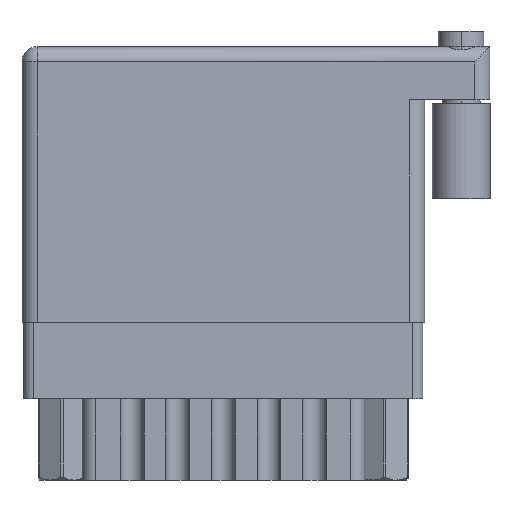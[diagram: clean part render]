
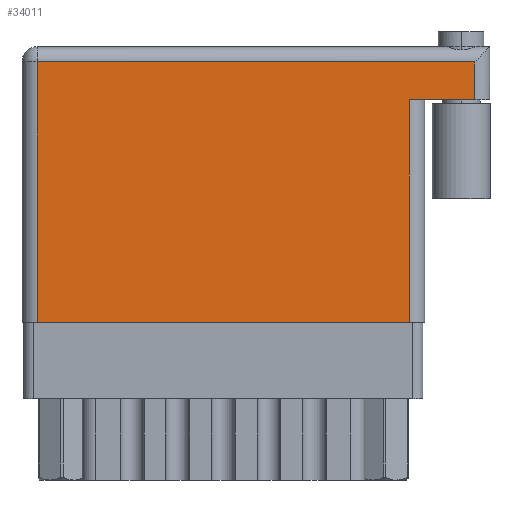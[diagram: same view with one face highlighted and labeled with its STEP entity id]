
A CAD part, front view. The second image highlights one B-rep face of the part: STEP entity #34011.
In plain terms, the highlighted face is planar.
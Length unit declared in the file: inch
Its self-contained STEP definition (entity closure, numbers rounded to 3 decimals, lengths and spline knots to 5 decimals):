
#641 = VECTOR ( 'NONE', #26534, 39.37008 ) ;
#1046 = CARTESIAN_POINT ( 'NONE',  ( 1.275, 0., 0. ) ) ;
#1077 = DIRECTION ( 'NONE',  ( 1., 0., 0. ) ) ;
#2208 = LINE ( 'NONE', #8029, #10947 ) ;
#2413 = ORIENTED_EDGE ( 'NONE', *, *, #27129, .T. ) ;
#2826 = LINE ( 'NONE', #18977, #16896 ) ;
#3382 = DIRECTION ( 'NONE',  ( -1., 0., 0. ) ) ;
#6065 = CARTESIAN_POINT ( 'NONE',  ( 1.275, 0.731, 0. ) ) ;
#6237 = DIRECTION ( 'NONE',  ( 0., 1., 0. ) ) ;
#6746 = VERTEX_POINT ( 'NONE', #1046 ) ;
#7763 = CARTESIAN_POINT ( 'NONE',  ( 0., 0.856, 0. ) ) ;
#8029 = CARTESIAN_POINT ( 'NONE',  ( 0.05, 0., 0. ) ) ;
#8159 = EDGE_CURVE ( 'NONE', #6746, #29776, #8883, .T. ) ;
#8233 = EDGE_CURVE ( 'NONE', #30612, #33688, #31985, .T. ) ;
#8482 = EDGE_CURVE ( 'NONE', #16778, #30612, #2826, .T. ) ;
#8661 = LINE ( 'NONE', #33198, #25764 ) ;
#8883 = LINE ( 'NONE', #11368, #10752 ) ;
#10752 = VECTOR ( 'NONE', #6237, 39.37008 ) ;
#10947 = VECTOR ( 'NONE', #20809, 39.37008 ) ;
#11080 = VERTEX_POINT ( 'NONE', #33313 ) ;
#11368 = CARTESIAN_POINT ( 'NONE',  ( 1.275, 0.731, 0. ) ) ;
#12056 = CARTESIAN_POINT ( 'NONE',  ( 0.05, 0.856, 0. ) ) ;
#13376 = DIRECTION ( 'NONE',  ( -1., 0., 0. ) ) ;
#13575 = DIRECTION ( 'NONE',  ( 0., 1., 0. ) ) ;
#13982 = EDGE_CURVE ( 'NONE', #33688, #11080, #2208, .T. ) ;
#16007 = CARTESIAN_POINT ( 'NONE',  ( 1.489, 0.731, 0. ) ) ;
#16572 = CARTESIAN_POINT ( 'NONE',  ( 0., 0.906, 0. ) ) ;
#16778 = VERTEX_POINT ( 'NONE', #16007 ) ;
#16841 = EDGE_CURVE ( 'NONE', #16778, #29776, #32129, .T. ) ;
#16896 = VECTOR ( 'NONE', #13575, 39.37008 ) ;
#18977 = CARTESIAN_POINT ( 'NONE',  ( 1.489, 0.906, 0. ) ) ;
#18988 = CARTESIAN_POINT ( 'NONE',  ( 1.489, 0.856, 0. ) ) ;
#19192 = PLANE ( 'NONE',  #31793 ) ;
#20809 = DIRECTION ( 'NONE',  ( 0., -1., 0. ) ) ;
#21281 = ORIENTED_EDGE ( 'NONE', *, *, #16841, .F. ) ;
#21570 = ORIENTED_EDGE ( 'NONE', *, *, #8159, .T. ) ;
#25764 = VECTOR ( 'NONE', #1077, 39.37008 ) ;
#26534 = DIRECTION ( 'NONE',  ( -1., 0., 0. ) ) ;
#26674 = CARTESIAN_POINT ( 'NONE',  ( 1.539, 0.731, 0. ) ) ;
#27129 = EDGE_CURVE ( 'NONE', #11080, #6746, #8661, .T. ) ;
#27985 = ORIENTED_EDGE ( 'NONE', *, *, #13982, .T. ) ;
#28519 = VECTOR ( 'NONE', #13376, 39.37008 ) ;
#29776 = VERTEX_POINT ( 'NONE', #6065 ) ;
#30612 = VERTEX_POINT ( 'NONE', #18988 ) ;
#31754 = ORIENTED_EDGE ( 'NONE', *, *, #8233, .T. ) ;
#31793 = AXIS2_PLACEMENT_3D ( 'NONE', #16572, #32701, #3382 ) ;
#31985 = LINE ( 'NONE', #7763, #641 ) ;
#32088 = ORIENTED_EDGE ( 'NONE', *, *, #8482, .T. ) ;
#32129 = LINE ( 'NONE', #26674, #28519 ) ;
#32188 = FACE_OUTER_BOUND ( 'NONE', #32240, .T. ) ;
#32240 = EDGE_LOOP ( 'NONE', ( #2413, #21570, #21281, #32088, #31754, #27985 ) ) ;
#32701 = DIRECTION ( 'NONE',  ( 0., 0., -1. ) ) ;
#33198 = CARTESIAN_POINT ( 'NONE',  ( 0., 0., 0. ) ) ;
#33313 = CARTESIAN_POINT ( 'NONE',  ( 0.05, 0., 0. ) ) ;
#33688 = VERTEX_POINT ( 'NONE', #12056 ) ;
#34011 = ADVANCED_FACE ( 'NONE', ( #32188 ), #19192, .F. ) ;
